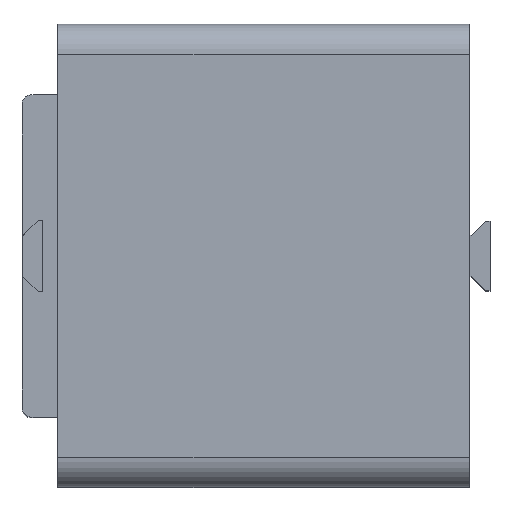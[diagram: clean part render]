
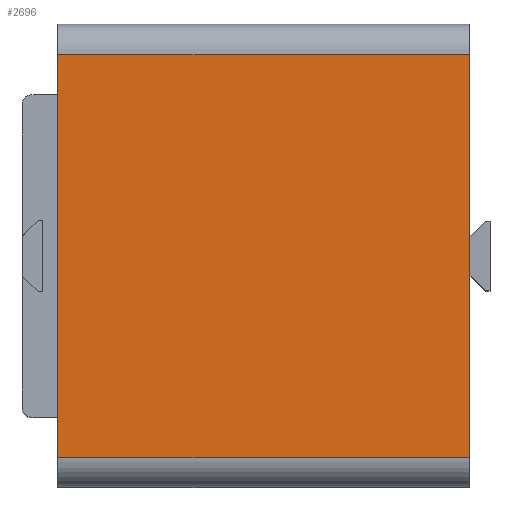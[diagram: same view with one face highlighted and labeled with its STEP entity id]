
A CAD part, top view. The second image highlights one B-rep face of the part: STEP entity #2696.
In plain terms, the highlighted planar face has unit normal (0, 0, 1).
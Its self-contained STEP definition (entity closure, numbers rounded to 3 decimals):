
#2411=DIRECTION('',(0.,-1.,0.));
#2412=VECTOR('',#2411,22.5);
#2413=CARTESIAN_POINT('',(25.,11.25,26.2));
#2414=LINE('',#2413,#2412);
#2452=DIRECTION('',(-1.,0.,0.));
#2453=VECTOR('',#2452,23.);
#2454=CARTESIAN_POINT('',(25.,11.25,26.2));
#2455=LINE('',#2454,#2453);
#2456=DIRECTION('',(-1.,0.,0.));
#2457=VECTOR('',#2456,23.);
#2458=CARTESIAN_POINT('',(25.,-11.25,26.2));
#2459=LINE('',#2458,#2457);
#2502=DIRECTION('',(0.,-1.,0.));
#2503=VECTOR('',#2502,22.5);
#2504=CARTESIAN_POINT('',(2.,11.25,26.2));
#2505=LINE('',#2504,#2503);
#2542=CARTESIAN_POINT('',(25.,11.25,26.2));
#2543=VERTEX_POINT('',#2542);
#2544=CARTESIAN_POINT('',(25.,-11.25,26.2));
#2545=VERTEX_POINT('',#2544);
#2566=CARTESIAN_POINT('',(2.,11.25,26.2));
#2567=VERTEX_POINT('',#2566);
#2568=CARTESIAN_POINT('',(2.,-11.25,26.2));
#2569=VERTEX_POINT('',#2568);
#2683=CARTESIAN_POINT('',(25.,11.25,26.2));
#2684=DIRECTION('',(0.,0.,1.));
#2685=DIRECTION('',(0.,-1.,0.));
#2686=AXIS2_PLACEMENT_3D('',#2683,#2684,#2685);
#2687=PLANE('',#2686);
#2688=ORIENTED_EDGE('',*,*,#2599,.T.);
#2690=ORIENTED_EDGE('',*,*,#2689,.T.);
#2692=ORIENTED_EDGE('',*,*,#2691,.F.);
#2693=ORIENTED_EDGE('',*,*,#2675,.F.);
#2694=EDGE_LOOP('',(#2688,#2690,#2692,#2693));
#2695=FACE_OUTER_BOUND('',#2694,.F.);
#2696=ADVANCED_FACE('',(#2695),#2687,.T.);
#2599=EDGE_CURVE('',#2543,#2545,#2414,.T.);
#2675=EDGE_CURVE('',#2543,#2567,#2455,.T.);
#2689=EDGE_CURVE('',#2545,#2569,#2459,.T.);
#2691=EDGE_CURVE('',#2567,#2569,#2505,.T.);
